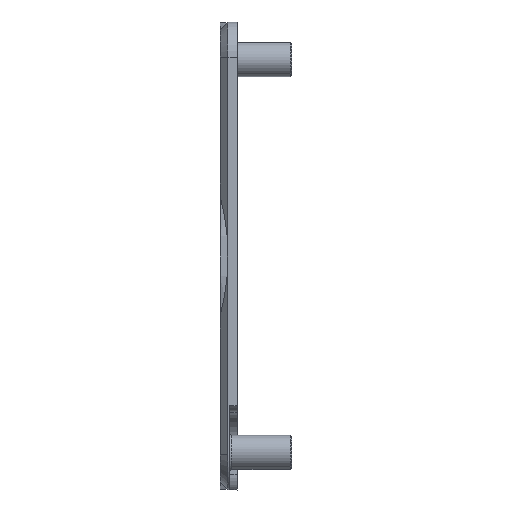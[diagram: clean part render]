
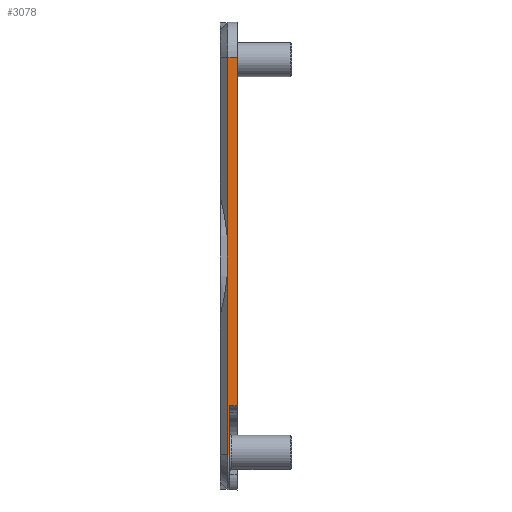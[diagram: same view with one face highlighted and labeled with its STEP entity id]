
A CAD part, front view. The second image highlights one B-rep face of the part: STEP entity #3078.
In plain terms, the highlighted planar face has unit normal (0, -1, 0).
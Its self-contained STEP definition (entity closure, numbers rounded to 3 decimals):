
#105=PLANE('',#3333);
#181=LINE('',#4611,#475);
#214=LINE('',#4768,#508);
#231=LINE('',#4810,#525);
#232=LINE('',#4814,#526);
#233=LINE('',#4816,#527);
#234=LINE('',#4818,#528);
#235=LINE('',#4819,#529);
#475=VECTOR('',#3614,10.);
#508=VECTOR('',#3791,10.);
#525=VECTOR('',#3834,10.);
#526=VECTOR('',#3839,10.);
#527=VECTOR('',#3840,10.);
#528=VECTOR('',#3841,10.);
#529=VECTOR('',#3842,10.);
#864=FACE_OUTER_BOUND('',#1058,.T.);
#1058=EDGE_LOOP('',(#2300,#2301,#2302,#2303,#2304,#2305,#2306));
#1386=VERTEX_POINT('',#4608);
#1387=VERTEX_POINT('',#4610);
#1439=VERTEX_POINT('',#4766);
#1451=VERTEX_POINT('',#4809);
#1452=VERTEX_POINT('',#4813);
#1453=VERTEX_POINT('',#4815);
#1454=VERTEX_POINT('',#4817);
#1669=EDGE_CURVE('',#1387,#1386,#181,.T.);
#1743=EDGE_CURVE('',#1386,#1439,#214,.T.);
#1764=EDGE_CURVE('',#1387,#1451,#231,.T.);
#1766=EDGE_CURVE('',#1452,#1439,#232,.T.);
#1767=EDGE_CURVE('',#1452,#1453,#233,.T.);
#1768=EDGE_CURVE('',#1454,#1453,#234,.T.);
#1769=EDGE_CURVE('',#1451,#1454,#235,.T.);
#2300=ORIENTED_EDGE('',*,*,#1669,.T.);
#2301=ORIENTED_EDGE('',*,*,#1743,.T.);
#2302=ORIENTED_EDGE('',*,*,#1766,.F.);
#2303=ORIENTED_EDGE('',*,*,#1767,.T.);
#2304=ORIENTED_EDGE('',*,*,#1768,.F.);
#2305=ORIENTED_EDGE('',*,*,#1769,.F.);
#2306=ORIENTED_EDGE('',*,*,#1764,.F.);
#3078=ADVANCED_FACE('',(#864),#105,.T.);
#3333=AXIS2_PLACEMENT_3D('',#4812,#3837,#3838);
#3614=DIRECTION('',(0.,0.,1.));
#3791=DIRECTION('',(1.,0.,0.));
#3834=DIRECTION('',(-1.,0.,0.));
#3837=DIRECTION('center_axis',(0.,-1.,0.));
#3838=DIRECTION('ref_axis',(0.,0.,1.));
#3839=DIRECTION('',(0.,0.,-1.));
#3840=DIRECTION('',(-1.,0.,0.));
#3841=DIRECTION('',(0.,0.,1.));
#3842=DIRECTION('',(0.,0.,1.));
#4608=CARTESIAN_POINT('',(-77.2,77.,-108.275));
#4610=CARTESIAN_POINT('',(-77.2,77.,-114.596));
#4611=CARTESIAN_POINT('',(-77.2,77.,-114.141));
#4766=CARTESIAN_POINT('',(-76.2,77.,-108.275));
#4768=CARTESIAN_POINT('',(-76.2,77.,-108.275));
#4809=CARTESIAN_POINT('',(-77.4,77.,-114.596));
#4810=CARTESIAN_POINT('',(-76.4,77.,-114.596));
#4812=CARTESIAN_POINT('Origin',(-76.4,77.,-114.596));
#4813=CARTESIAN_POINT('',(-76.2,77.,-63.596));
#4814=CARTESIAN_POINT('',(-76.2,77.,-101.846));
#4815=CARTESIAN_POINT('',(-77.4,77.,-63.596));
#4816=CARTESIAN_POINT('',(-76.4,77.,-63.596));
#4817=CARTESIAN_POINT('',(-77.4,77.,-89.096));
#4818=CARTESIAN_POINT('',(-77.4,77.,-103.374));
#4819=CARTESIAN_POINT('',(-77.4,77.,-103.374));
